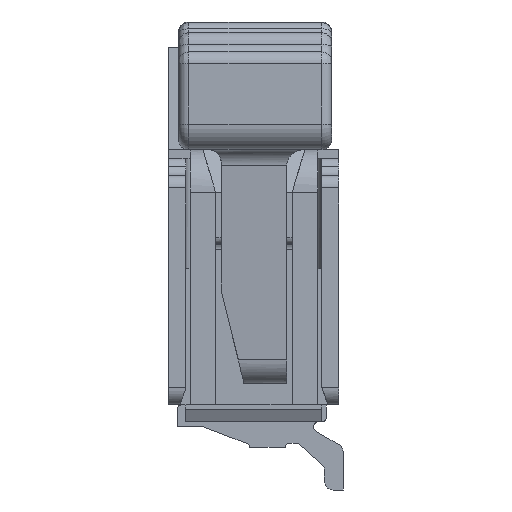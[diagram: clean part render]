
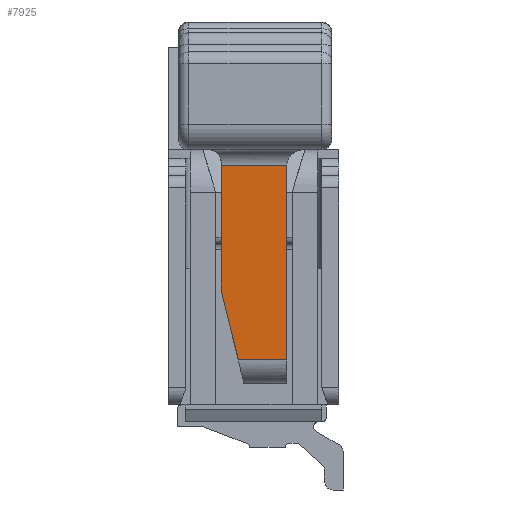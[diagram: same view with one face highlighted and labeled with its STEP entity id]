
A CAD part, left-side view. The second image highlights one B-rep face of the part: STEP entity #7925.
In plain terms, the highlighted face is planar.
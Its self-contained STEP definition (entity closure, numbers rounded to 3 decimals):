
#440 = VECTOR ( 'NONE', #15894, 1000. ) ;
#1095 = CARTESIAN_POINT ( 'NONE',  ( 1.386, 3.815, 8.107 ) ) ;
#1104 = PLANE ( 'NONE',  #17638 ) ;
#1341 = ORIENTED_EDGE ( 'NONE', *, *, #21837, .T. ) ;
#1825 = CARTESIAN_POINT ( 'NONE',  ( 1.385, 3.8, 8.105 ) ) ;
#2298 = CARTESIAN_POINT ( 'NONE',  ( 1.385, 3.805, 8.106 ) ) ;
#2677 = CARTESIAN_POINT ( 'NONE',  ( 0.817, 1.528, 7.94 ) ) ;
#2698 = LINE ( 'NONE', #21319, #7193 ) ;
#3214 = CARTESIAN_POINT ( 'NONE',  ( 0.615, 2.35, 8. ) ) ;
#4162 = CARTESIAN_POINT ( 'NONE',  ( 1.385, 3.81, 8.106 ) ) ;
#4171 = CARTESIAN_POINT ( 'NONE',  ( 1.385, 1.528, 7.94 ) ) ;
#5003 = EDGE_CURVE ( 'NONE', #8963, #18109, #18038, .T. ) ;
#6173 = VECTOR ( 'NONE', #14317, 1000. ) ;
#6294 = ORIENTED_EDGE ( 'NONE', *, *, #19624, .F. ) ;
#6601 = VERTEX_POINT ( 'NONE', #15292 ) ;
#7193 = VECTOR ( 'NONE', #21097, 1000. ) ;
#7720 = ORIENTED_EDGE ( 'NONE', *, *, #20297, .T. ) ;
#7925 = ADVANCED_FACE ( 'NONE', ( #14286 ), #1104, .T. ) ;
#8963 = VERTEX_POINT ( 'NONE', #17586 ) ;
#10941 = DIRECTION ( 'NONE',  ( 0., 0.997, 0.073 ) ) ;
#12728 = EDGE_LOOP ( 'NONE', ( #1341, #21532, #6294, #20093, #7720, #15421 ) ) ;
#12768 = LINE ( 'NONE', #2677, #6173 ) ;
#12894 = VERTEX_POINT ( 'NONE', #20756 ) ;
#13063 = CARTESIAN_POINT ( 'NONE',  ( 1., 2.671, 8.023 ) ) ;
#13928 = VERTEX_POINT ( 'NONE', #1825 ) ;
#14082 = DIRECTION ( 'NONE',  ( -1., 0., 0. ) ) ;
#14286 = FACE_OUTER_BOUND ( 'NONE', #12728, .T. ) ;
#14317 = DIRECTION ( 'NONE',  ( 1., 0., 0. ) ) ;
#15055 = DIRECTION ( 'NONE',  ( 0., -0.073, 0.997 ) ) ;
#15292 = CARTESIAN_POINT ( 'NONE',  ( 0.817, 1.528, 7.94 ) ) ;
#15408 = B_SPLINE_CURVE_WITH_KNOTS ( 'NONE', 3,
 ( #20908, #4162, #2298, #17692 ),
 .UNSPECIFIED., .F., .F.,
 ( 4, 4 ),
 ( 0., 1. ),
 .UNSPECIFIED. ) ;
#15421 = ORIENTED_EDGE ( 'NONE', *, *, #17480, .T. ) ;
#15595 = LINE ( 'NONE', #4171, #18514 ) ;
#15894 = DIRECTION ( 'NONE',  ( 0.238, -0.969, -0.07 ) ) ;
#16194 = VECTOR ( 'NONE', #14082, 1000. ) ;
#16329 = LINE ( 'NONE', #20887, #440 ) ;
#16760 = VERTEX_POINT ( 'NONE', #3214 ) ;
#17480 = EDGE_CURVE ( 'NONE', #16760, #6601, #16329, .T. ) ;
#17586 = CARTESIAN_POINT ( 'NONE',  ( 1.386, 3.815, 8.107 ) ) ;
#17638 = AXIS2_PLACEMENT_3D ( 'NONE', #13063, #15055, #19710 ) ;
#17692 = CARTESIAN_POINT ( 'NONE',  ( 1.385, 3.8, 8.105 ) ) ;
#18038 = LINE ( 'NONE', #1095, #16194 ) ;
#18109 = VERTEX_POINT ( 'NONE', #20613 ) ;
#18514 = VECTOR ( 'NONE', #10941, 1000. ) ;
#18673 = EDGE_CURVE ( 'NONE', #12894, #13928, #15595, .T. ) ;
#19624 = EDGE_CURVE ( 'NONE', #8963, #13928, #15408, .T. ) ;
#19710 = DIRECTION ( 'NONE',  ( -1., 0., 0. ) ) ;
#20093 = ORIENTED_EDGE ( 'NONE', *, *, #5003, .T. ) ;
#20297 = EDGE_CURVE ( 'NONE', #18109, #16760, #2698, .T. ) ;
#20613 = CARTESIAN_POINT ( 'NONE',  ( 0.615, 3.815, 8.107 ) ) ;
#20756 = CARTESIAN_POINT ( 'NONE',  ( 1.385, 1.528, 7.94 ) ) ;
#20887 = CARTESIAN_POINT ( 'NONE',  ( 0.615, 2.35, 8. ) ) ;
#20908 = CARTESIAN_POINT ( 'NONE',  ( 1.386, 3.815, 8.107 ) ) ;
#21097 = DIRECTION ( 'NONE',  ( 0., -0.997, -0.073 ) ) ;
#21319 = CARTESIAN_POINT ( 'NONE',  ( 0.615, 3.815, 8.107 ) ) ;
#21532 = ORIENTED_EDGE ( 'NONE', *, *, #18673, .T. ) ;
#21837 = EDGE_CURVE ( 'NONE', #6601, #12894, #12768, .T. ) ;
